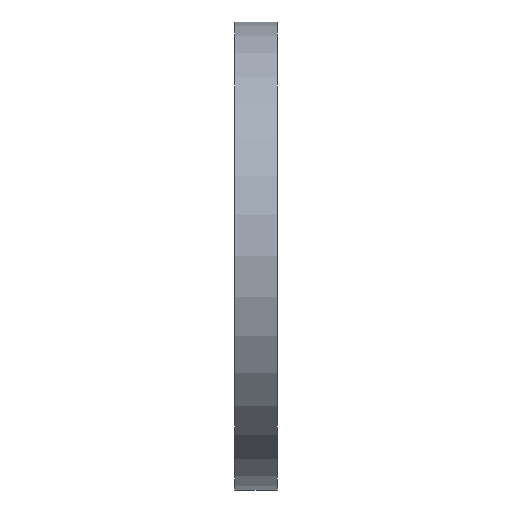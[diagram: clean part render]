
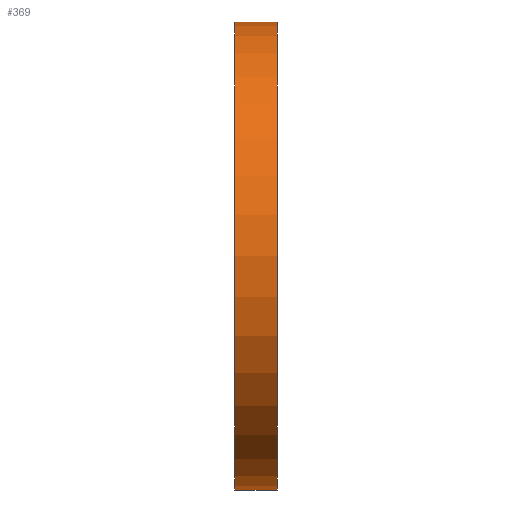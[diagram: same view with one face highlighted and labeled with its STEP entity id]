
A CAD part, left-side view. The second image highlights one B-rep face of the part: STEP entity #369.
In plain terms, the highlighted cylindrical face has radius 110 mm (diameter 220 mm), a partial arc.
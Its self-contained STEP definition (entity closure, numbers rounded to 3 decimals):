
#7 = ORIENTED_EDGE ( 'NONE', *, *, #408, .T. ) ;
#45 = CARTESIAN_POINT ( 'NONE',  ( 0., 34.695, 110. ) ) ;
#51 = CARTESIAN_POINT ( 'NONE',  ( 0., 0., 110. ) ) ;
#101 = VERTEX_POINT ( 'NONE', #649 ) ;
#102 = EDGE_CURVE ( 'NONE', #637, #101, #608, .T. ) ;
#103 = CARTESIAN_POINT ( 'NONE',  ( 0., 20., -110. ) ) ;
#197 = VECTOR ( 'NONE', #323, 1000. ) ;
#224 = CIRCLE ( 'NONE', #890, 110. ) ;
#232 = CARTESIAN_POINT ( 'NONE',  ( 0., 0., 0. ) ) ;
#236 = EDGE_CURVE ( 'NONE', #681, #324, #224, .T. ) ;
#251 = DIRECTION ( 'NONE',  ( 0., 1., 0. ) ) ;
#256 = EDGE_LOOP ( 'NONE', ( #512, #760, #7, #398 ) ) ;
#267 = CARTESIAN_POINT ( 'NONE',  ( 0., 34.695, 0. ) ) ;
#289 = CARTESIAN_POINT ( 'NONE',  ( 0., 0., -110. ) ) ;
#302 = CARTESIAN_POINT ( 'NONE',  ( 0., 20., 0. ) ) ;
#318 = CARTESIAN_POINT ( 'NONE',  ( 0., 34.695, -110. ) ) ;
#321 = EDGE_CURVE ( 'NONE', #681, #637, #747, .T. ) ;
#323 = DIRECTION ( 'NONE',  ( 0., 1., 0. ) ) ;
#324 = VERTEX_POINT ( 'NONE', #51 ) ;
#369 = ADVANCED_FACE ( 'NONE', ( #409 ), #663, .T. ) ;
#374 = DIRECTION ( 'NONE',  ( 0., 0., 1. ) ) ;
#393 = LINE ( 'NONE', #45, #197 ) ;
#398 = ORIENTED_EDGE ( 'NONE', *, *, #102, .F. ) ;
#403 = VECTOR ( 'NONE', #251, 1000. ) ;
#408 = EDGE_CURVE ( 'NONE', #324, #101, #393, .T. ) ;
#409 = FACE_OUTER_BOUND ( 'NONE', #256, .T. ) ;
#505 = AXIS2_PLACEMENT_3D ( 'NONE', #267, #550, #618 ) ;
#512 = ORIENTED_EDGE ( 'NONE', *, *, #321, .F. ) ;
#518 = DIRECTION ( 'NONE',  ( 0., 1., 0. ) ) ;
#550 = DIRECTION ( 'NONE',  ( 0., 1., 0. ) ) ;
#591 = DIRECTION ( 'NONE',  ( 0., 1., 0. ) ) ;
#608 = CIRCLE ( 'NONE', #729, 110. ) ;
#618 = DIRECTION ( 'NONE',  ( 0., 0., 1. ) ) ;
#637 = VERTEX_POINT ( 'NONE', #103 ) ;
#649 = CARTESIAN_POINT ( 'NONE',  ( 0., 20., 110. ) ) ;
#663 = CYLINDRICAL_SURFACE ( 'NONE', #505, 110. ) ;
#681 = VERTEX_POINT ( 'NONE', #289 ) ;
#729 = AXIS2_PLACEMENT_3D ( 'NONE', #302, #518, #785 ) ;
#747 = LINE ( 'NONE', #318, #403 ) ;
#760 = ORIENTED_EDGE ( 'NONE', *, *, #236, .T. ) ;
#785 = DIRECTION ( 'NONE',  ( 0., 0., 1. ) ) ;
#890 = AXIS2_PLACEMENT_3D ( 'NONE', #232, #591, #374 ) ;
